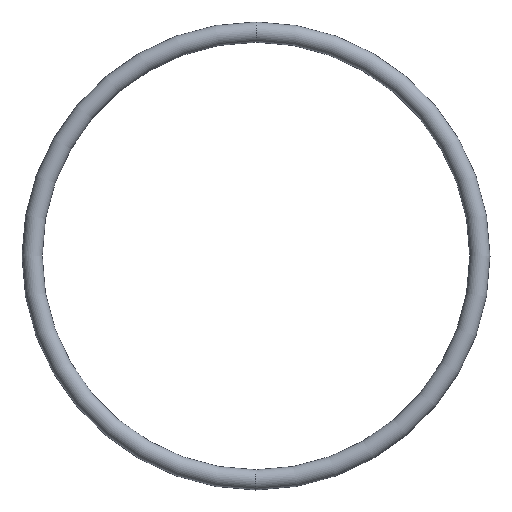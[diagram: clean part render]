
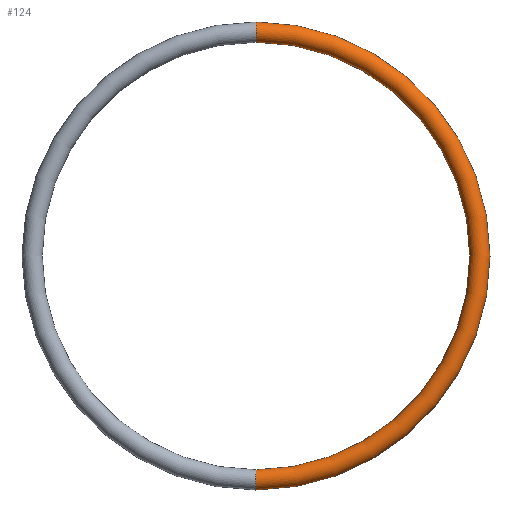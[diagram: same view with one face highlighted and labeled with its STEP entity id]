
A CAD part, left-side view. The second image highlights one B-rep face of the part: STEP entity #124.
In plain terms, the highlighted toroidal (fillet/blend) face has major radius 22.479 mm and minor radius 1.016 mm.
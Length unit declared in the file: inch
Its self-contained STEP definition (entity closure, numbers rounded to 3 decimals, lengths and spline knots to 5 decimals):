
#14 = DIRECTION ( 'NONE',  ( 0., 0., -1. ) ) ;
#15 = DIRECTION ( 'NONE',  ( 0., -1., 0. ) ) ;
#16 = AXIS2_PLACEMENT_3D ( 'NONE', #17, #15, #14 ) ;
#17 = CARTESIAN_POINT ( 'NONE',  ( 0.1, 0., 0.885 ) ) ;
#18 = CIRCLE ( 'NONE', #16, 0.04 ) ;
#20 = DIRECTION ( 'NONE',  ( 0., 0., 1. ) ) ;
#21 = AXIS2_PLACEMENT_3D ( 'NONE', #22, #88, #20 ) ;
#22 = CARTESIAN_POINT ( 'NONE',  ( 0.1, 0., 0. ) ) ;
#23 = CIRCLE ( 'NONE', #21, 0.925 ) ;
#88 = DIRECTION ( 'NONE',  ( -1., 0., 0. ) ) ;
#109 = CARTESIAN_POINT ( 'NONE',  ( 0.1, 0., 0.845 ) ) ;
#121 = ORIENTED_EDGE ( 'NONE', *, *, #122, .F. ) ;
#122 = EDGE_CURVE ( 'NONE', #140, #146, #180, .T. ) ;
#123 = EDGE_LOOP ( 'NONE', ( #121, #137, #151, #135 ) ) ;
#124 = ADVANCED_FACE ( 'NONE', ( #166 ), #183, .T. ) ;
#133 = DIRECTION ( 'NONE',  ( 0., 0., 1. ) ) ;
#135 = ORIENTED_EDGE ( 'NONE', *, *, #149, .F. ) ;
#137 = ORIENTED_EDGE ( 'NONE', *, *, #157, .T. ) ;
#140 = VERTEX_POINT ( 'NONE', #171 ) ;
#146 = VERTEX_POINT ( 'NONE', #186 ) ;
#148 = VERTEX_POINT ( 'NONE', #191 ) ;
#149 = EDGE_CURVE ( 'NONE', #146, #150, #190, .T. ) ;
#150 = VERTEX_POINT ( 'NONE', #109 ) ;
#151 = ORIENTED_EDGE ( 'NONE', *, *, #158, .T. ) ;
#157 = EDGE_CURVE ( 'NONE', #140, #148, #23, .T. ) ;
#158 = EDGE_CURVE ( 'NONE', #148, #150, #18, .T. ) ;
#166 = FACE_OUTER_BOUND ( 'NONE', #123, .T. ) ;
#167 = DIRECTION ( 'NONE',  ( -1., 0., 0. ) ) ;
#168 = DIRECTION ( 'NONE',  ( 0., 0., 1. ) ) ;
#169 = CARTESIAN_POINT ( 'NONE',  ( 0.1, 0., 0. ) ) ;
#171 = CARTESIAN_POINT ( 'NONE',  ( 0.1, 0., -0.925 ) ) ;
#177 = DIRECTION ( 'NONE',  ( 0., 1., 0. ) ) ;
#178 = CARTESIAN_POINT ( 'NONE',  ( 0.1, 0., -0.885 ) ) ;
#179 = AXIS2_PLACEMENT_3D ( 'NONE', #178, #177, #168 ) ;
#180 = CIRCLE ( 'NONE', #179, 0.04 ) ;
#181 = DIRECTION ( 'NONE',  ( 0., 0., 1. ) ) ;
#182 = AXIS2_PLACEMENT_3D ( 'NONE', #169, #167, #181 ) ;
#183 = TOROIDAL_SURFACE ( 'NONE', #182, 0.885, 0.04 ) ;
#186 = CARTESIAN_POINT ( 'NONE',  ( 0.1, 0., -0.845 ) ) ;
#187 = DIRECTION ( 'NONE',  ( -1., 0., 0. ) ) ;
#188 = CARTESIAN_POINT ( 'NONE',  ( 0.1, 0., 0. ) ) ;
#189 = AXIS2_PLACEMENT_3D ( 'NONE', #188, #187, #133 ) ;
#190 = CIRCLE ( 'NONE', #189, 0.845 ) ;
#191 = CARTESIAN_POINT ( 'NONE',  ( 0.1, 0., 0.925 ) ) ;
